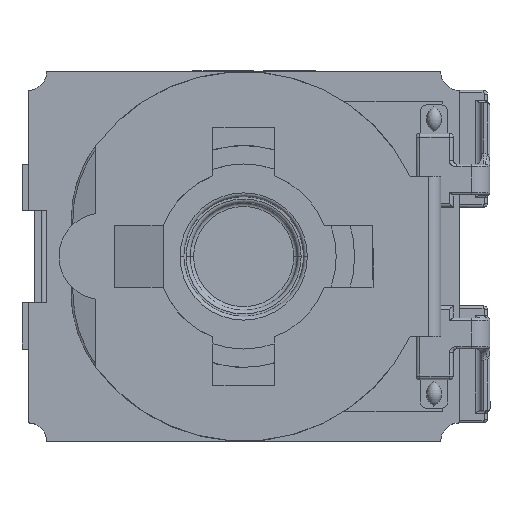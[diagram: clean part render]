
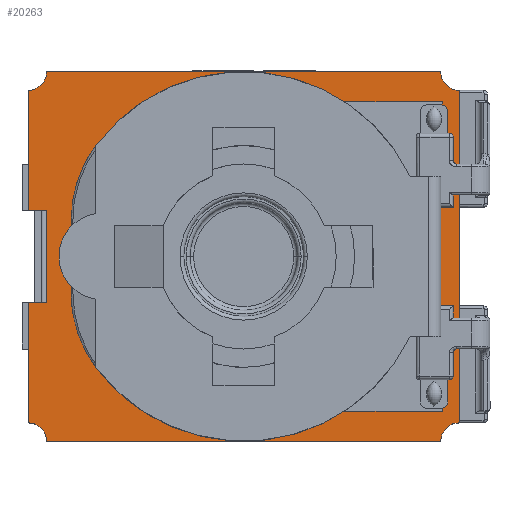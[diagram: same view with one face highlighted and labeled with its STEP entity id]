
A CAD part, top view. The second image highlights one B-rep face of the part: STEP entity #20263.
In plain terms, the highlighted planar face has unit normal (0, 0, 1).
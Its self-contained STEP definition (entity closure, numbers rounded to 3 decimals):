
#121 = VERTEX_POINT ( 'NONE', #25697 ) ;
#557 = VECTOR ( 'NONE', #3395, 1000. ) ;
#585 = CARTESIAN_POINT ( 'NONE',  ( -1.6, -1.5, 0.2 ) ) ;
#854 = VERTEX_POINT ( 'NONE', #3428 ) ;
#869 = CARTESIAN_POINT ( 'NONE',  ( 1.6, 1.5, 0.2 ) ) ;
#1166 = CARTESIAN_POINT ( 'NONE',  ( -1.75, 0.375, 0.2 ) ) ;
#1580 = LINE ( 'NONE', #1166, #557 ) ;
#1694 = VERTEX_POINT ( 'NONE', #17123 ) ;
#1951 = ORIENTED_EDGE ( 'NONE', *, *, #18719, .T. ) ;
#2028 = CARTESIAN_POINT ( 'NONE',  ( -1.6, -0.375, 0.2 ) ) ;
#2225 = VECTOR ( 'NONE', #2816, 1000. ) ;
#2327 = CARTESIAN_POINT ( 'NONE',  ( -1.6, -1.5, 0.2 ) ) ;
#2494 = EDGE_CURVE ( 'NONE', #6549, #10090, #13194, .T. ) ;
#2816 = DIRECTION ( 'NONE',  ( 1., 0., 0. ) ) ;
#2948 = CARTESIAN_POINT ( 'NONE',  ( 1.75, -1.35, 0.2 ) ) ;
#3395 = DIRECTION ( 'NONE',  ( -1., 0., 0. ) ) ;
#3428 = CARTESIAN_POINT ( 'NONE',  ( 1.6, 1.5, 0.2 ) ) ;
#3512 = EDGE_CURVE ( 'NONE', #5144, #1694, #1580, .T. ) ;
#3631 = DIRECTION ( 'NONE',  ( 0., 0., -1. ) ) ;
#3758 = CARTESIAN_POINT ( 'NONE',  ( 1.75, 1.35, 0.2 ) ) ;
#3844 = VERTEX_POINT ( 'NONE', #13592 ) ;
#4219 = VERTEX_POINT ( 'NONE', #2028 ) ;
#4370 = AXIS2_PLACEMENT_3D ( 'NONE', #6724, #13069, #25501 ) ;
#4391 = LINE ( 'NONE', #2327, #25943 ) ;
#4397 = DIRECTION ( 'NONE',  ( 0., 0., 1. ) ) ;
#4846 = CARTESIAN_POINT ( 'NONE',  ( -1.75, -1.35, 0.2 ) ) ;
#5144 = VERTEX_POINT ( 'NONE', #26345 ) ;
#5214 = VERTEX_POINT ( 'NONE', #20472 ) ;
#5710 = VERTEX_POINT ( 'NONE', #3758 ) ;
#6069 = DIRECTION ( 'NONE',  ( 0., 0., -1. ) ) ;
#6128 = CIRCLE ( 'NONE', #4370, 0.15 ) ;
#6549 = VERTEX_POINT ( 'NONE', #24140 ) ;
#6651 = VERTEX_POINT ( 'NONE', #16479 ) ;
#6724 = CARTESIAN_POINT ( 'NONE',  ( -1.75, 1.5, 0.2 ) ) ;
#7209 = VECTOR ( 'NONE', #11479, 1000. ) ;
#7412 = ORIENTED_EDGE ( 'NONE', *, *, #21750, .T. ) ;
#8601 = PLANE ( 'NONE',  #13830 ) ;
#9092 = LINE ( 'NONE', #869, #17126 ) ;
#9100 = DIRECTION ( 'NONE',  ( 0., -1., 0. ) ) ;
#9220 = ORIENTED_EDGE ( 'NONE', *, *, #12268, .T. ) ;
#9312 = VECTOR ( 'NONE', #25931, 1000. ) ;
#9631 = ORIENTED_EDGE ( 'NONE', *, *, #25721, .F. ) ;
#10073 = DIRECTION ( 'NONE',  ( 1., 0., 0. ) ) ;
#10090 = VERTEX_POINT ( 'NONE', #4846 ) ;
#10275 = VECTOR ( 'NONE', #17474, 1000. ) ;
#10572 = ORIENTED_EDGE ( 'NONE', *, *, #17172, .T. ) ;
#10701 = ORIENTED_EDGE ( 'NONE', *, *, #3512, .F. ) ;
#10902 = EDGE_CURVE ( 'NONE', #5214, #121, #19591, .T. ) ;
#11135 = CARTESIAN_POINT ( 'NONE',  ( -1.75, -1.5, 0.2 ) ) ;
#11479 = DIRECTION ( 'NONE',  ( 0., 1., 0. ) ) ;
#12268 = EDGE_CURVE ( 'NONE', #10090, #5214, #13580, .T. ) ;
#12307 = ORIENTED_EDGE ( 'NONE', *, *, #20588, .T. ) ;
#12484 = LINE ( 'NONE', #16834, #10275 ) ;
#12613 = ORIENTED_EDGE ( 'NONE', *, *, #27072, .T. ) ;
#12674 = VERTEX_POINT ( 'NONE', #27120 ) ;
#12815 = DIRECTION ( 'NONE',  ( 0., 1., 0. ) ) ;
#13001 = AXIS2_PLACEMENT_3D ( 'NONE', #24870, #3631, #17058 ) ;
#13027 = ORIENTED_EDGE ( 'NONE', *, *, #19931, .T. ) ;
#13069 = DIRECTION ( 'NONE',  ( 0., 0., -1. ) ) ;
#13108 = FACE_OUTER_BOUND ( 'NONE', #17763, .T. ) ;
#13129 = AXIS2_PLACEMENT_3D ( 'NONE', #21037, #6069, #23152 ) ;
#13194 = LINE ( 'NONE', #24058, #15879 ) ;
#13580 = CIRCLE ( 'NONE', #13129, 0.15 ) ;
#13592 = CARTESIAN_POINT ( 'NONE',  ( 1.75, -1.35, 0.2 ) ) ;
#13830 = AXIS2_PLACEMENT_3D ( 'NONE', #11135, #4397, #17023 ) ;
#15562 = LINE ( 'NONE', #2948, #7209 ) ;
#15879 = VECTOR ( 'NONE', #9100, 1000. ) ;
#16406 = CARTESIAN_POINT ( 'NONE',  ( 1.75, 1.5, 0.2 ) ) ;
#16479 = CARTESIAN_POINT ( 'NONE',  ( -1.75, 1.35, 0.2 ) ) ;
#16834 = CARTESIAN_POINT ( 'NONE',  ( -1.75, -0.375, 0.2 ) ) ;
#17023 = DIRECTION ( 'NONE',  ( 0., 1., 0. ) ) ;
#17058 = DIRECTION ( 'NONE',  ( 1., 0., 0. ) ) ;
#17123 = CARTESIAN_POINT ( 'NONE',  ( -1.75, 0.375, 0.2 ) ) ;
#17126 = VECTOR ( 'NONE', #19742, 1000. ) ;
#17172 = EDGE_CURVE ( 'NONE', #3844, #5710, #15562, .T. ) ;
#17412 = CARTESIAN_POINT ( 'NONE',  ( -1.75, 1.35, 0.2 ) ) ;
#17474 = DIRECTION ( 'NONE',  ( 1., 0., 0. ) ) ;
#17763 = EDGE_LOOP ( 'NONE', ( #9631, #21519, #9220, #26048, #13027, #10572, #7412, #1951, #12307, #12613, #10701, #19493 ) ) ;
#18719 = EDGE_CURVE ( 'NONE', #854, #12674, #9092, .T. ) ;
#19493 = ORIENTED_EDGE ( 'NONE', *, *, #21973, .F. ) ;
#19591 = LINE ( 'NONE', #585, #2225 ) ;
#19742 = DIRECTION ( 'NONE',  ( -1., 0., 0. ) ) ;
#19902 = CIRCLE ( 'NONE', #13001, 0.15 ) ;
#19931 = EDGE_CURVE ( 'NONE', #121, #3844, #19902, .T. ) ;
#20263 = ADVANCED_FACE ( 'NONE', ( #13108 ), #8601, .T. ) ;
#20437 = DIRECTION ( 'NONE',  ( 0., 0., -1. ) ) ;
#20472 = CARTESIAN_POINT ( 'NONE',  ( -1.6, -1.5, 0.2 ) ) ;
#20588 = EDGE_CURVE ( 'NONE', #12674, #6651, #6128, .T. ) ;
#21037 = CARTESIAN_POINT ( 'NONE',  ( -1.75, -1.5, 0.2 ) ) ;
#21519 = ORIENTED_EDGE ( 'NONE', *, *, #2494, .T. ) ;
#21750 = EDGE_CURVE ( 'NONE', #5710, #854, #25435, .T. ) ;
#21973 = EDGE_CURVE ( 'NONE', #4219, #5144, #4391, .T. ) ;
#23152 = DIRECTION ( 'NONE',  ( 1., 0., 0. ) ) ;
#24058 = CARTESIAN_POINT ( 'NONE',  ( -1.75, 1.35, 0.2 ) ) ;
#24140 = CARTESIAN_POINT ( 'NONE',  ( -1.75, -0.375, 0.2 ) ) ;
#24870 = CARTESIAN_POINT ( 'NONE',  ( 1.75, -1.5, 0.2 ) ) ;
#25435 = CIRCLE ( 'NONE', #26806, 0.15 ) ;
#25501 = DIRECTION ( 'NONE',  ( 1., 0., 0. ) ) ;
#25697 = CARTESIAN_POINT ( 'NONE',  ( 1.6, -1.5, 0.2 ) ) ;
#25721 = EDGE_CURVE ( 'NONE', #6549, #4219, #12484, .T. ) ;
#25931 = DIRECTION ( 'NONE',  ( 0., -1., 0. ) ) ;
#25943 = VECTOR ( 'NONE', #12815, 1000. ) ;
#26048 = ORIENTED_EDGE ( 'NONE', *, *, #10902, .T. ) ;
#26345 = CARTESIAN_POINT ( 'NONE',  ( -1.6, 0.375, 0.2 ) ) ;
#26806 = AXIS2_PLACEMENT_3D ( 'NONE', #16406, #20437, #10073 ) ;
#27072 = EDGE_CURVE ( 'NONE', #6651, #1694, #27484, .T. ) ;
#27120 = CARTESIAN_POINT ( 'NONE',  ( -1.6, 1.5, 0.2 ) ) ;
#27484 = LINE ( 'NONE', #17412, #9312 ) ;
